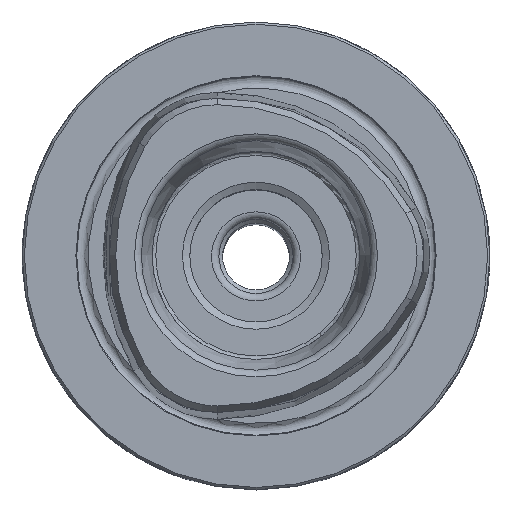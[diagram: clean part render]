
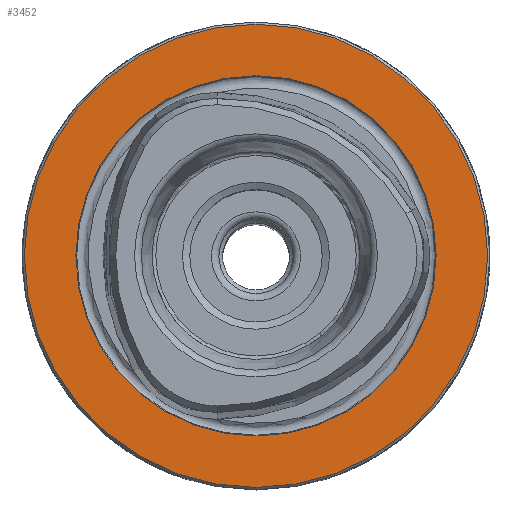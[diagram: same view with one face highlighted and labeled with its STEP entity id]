
A CAD part, top view. The second image highlights one B-rep face of the part: STEP entity #3452.
In plain terms, the highlighted planar face has unit normal (0, 0, 1).
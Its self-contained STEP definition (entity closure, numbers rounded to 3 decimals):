
#299=PLANE('',#3681);
#456=ORIENTED_EDGE('',*,*,#902,.T.);
#457=ORIENTED_EDGE('',*,*,#976,.F.);
#902=EDGE_CURVE('',#1183,#1183,#1394,.T.);
#976=EDGE_CURVE('',#1236,#1236,#1411,.T.);
#1183=VERTEX_POINT('',#4740);
#1236=VERTEX_POINT('',#4989);
#1394=CIRCLE('',#3626,31.2);
#1411=CIRCLE('',#3682,24.264);
#1592=EDGE_LOOP('',(#456));
#1593=EDGE_LOOP('',(#457));
#1880=FACE_BOUND('',#1592,.T.);
#1881=FACE_BOUND('',#1593,.T.);
#3452=ADVANCED_FACE('',(#1880,#1881),#299,.T.);
#3626=AXIS2_PLACEMENT_3D('',#4739,#4001,#4002);
#3681=AXIS2_PLACEMENT_3D('',#4987,#4141,#4142);
#3682=AXIS2_PLACEMENT_3D('',#4988,#4143,#4144);
#4001=DIRECTION('',(0.,0.,1.));
#4002=DIRECTION('',(1.,0.,0.));
#4141=DIRECTION('',(0.,0.,1.));
#4142=DIRECTION('',(1.,0.,0.));
#4143=DIRECTION('',(0.,0.,1.));
#4144=DIRECTION('',(1.,0.,0.));
#4739=CARTESIAN_POINT('',(0.,0.,0.));
#4740=CARTESIAN_POINT('',(31.2,0.,0.));
#4987=CARTESIAN_POINT('',(24.2,0.,0.));
#4988=CARTESIAN_POINT('',(0.,0.,0.));
#4989=CARTESIAN_POINT('',(24.264,0.,0.));
